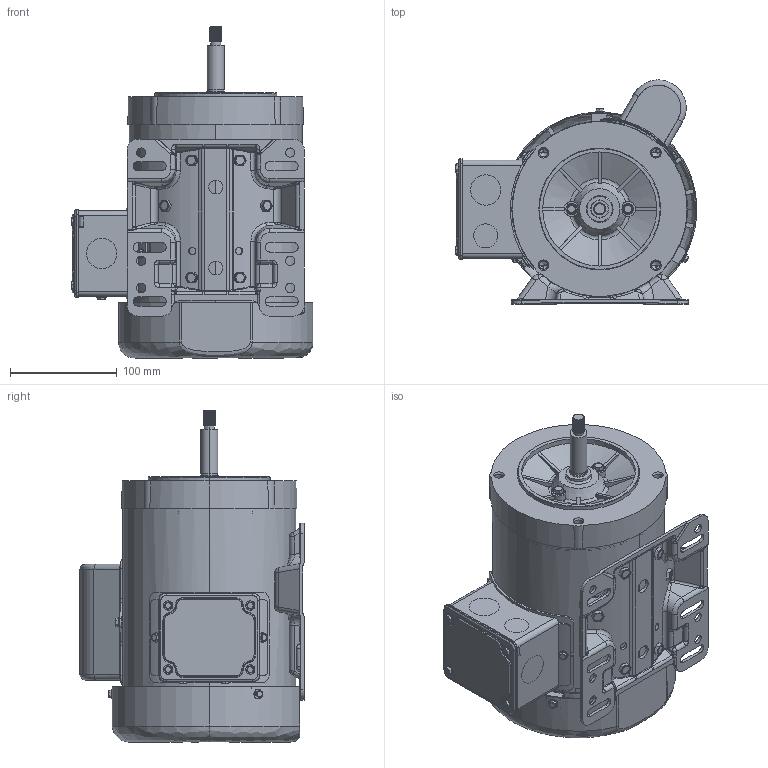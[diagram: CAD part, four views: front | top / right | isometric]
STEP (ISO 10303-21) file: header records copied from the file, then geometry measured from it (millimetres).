
FILE_DESCRIPTION (( 'STEP AP214' ), '1' );
FILE_NAME ('MTRJ-P50-1AB36J redcmb1 coord.STEP', '2022-04-13T13:00:54', ( '' ), ( '' ), 'SwSTEP 2.0', 'SolidWorks 2021', '' );
FILE_SCHEMA (( 'AUTOMOTIVE_DESIGN' ));
Length unit declared in the file: inch
Products named in the file (1): MTRJ-P50-1AB36J redcmb1 coord
Bounding box: 227.03 x 210.2 x 311.5 mm (x, y, z)
Volume: 779905.5 mm3; surface area: 634104.3 mm2
Topology: 34 solids, 34 shells, 2940 faces, 7409 edges, 4480 vertices
Faces by surface type: cylinder 966, bspline 954, plane 731, cone 289
Entity records: 130152 total; most frequent: CARTESIAN_POINT 66655, ORIENTED_EDGE 14530, DIRECTION 11291, EDGE_CURVE 7265, VERTEX_POINT 4480, AXIS2_PLACEMENT_3D 4469, EDGE_LOOP 3239, FACE_OUTER_BOUND 2940
